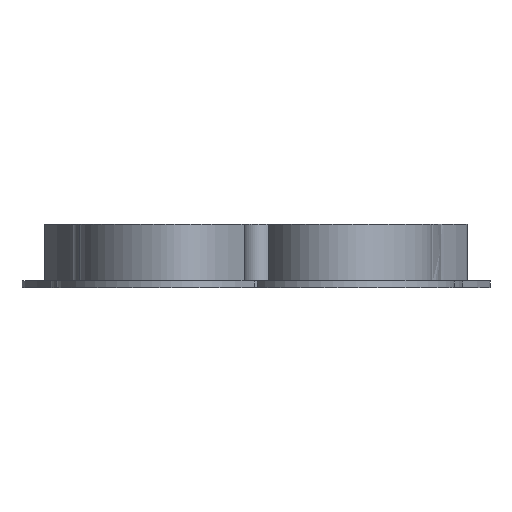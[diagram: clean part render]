
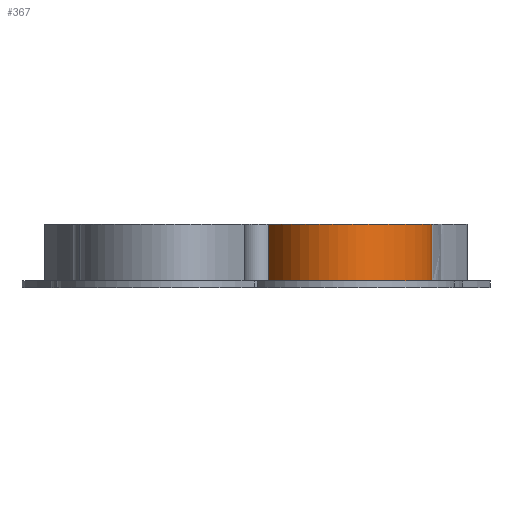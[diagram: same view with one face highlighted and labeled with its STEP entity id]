
A CAD part, front view. The second image highlights one B-rep face of the part: STEP entity #367.
In plain terms, the highlighted free-form (B-spline) face has degree [3, 1] with [21, 2] control points.
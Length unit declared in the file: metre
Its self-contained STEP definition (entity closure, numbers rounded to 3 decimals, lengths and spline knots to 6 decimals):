
#19=LINE('',#593,#37);
#20=LINE('',#706,#38);
#37=VECTOR('',#410,1.);
#38=VECTOR('',#411,1.);
#58=ORIENTED_EDGE('',*,*,#170,.F.);
#59=ORIENTED_EDGE('',*,*,#169,.F.);
#60=ORIENTED_EDGE('',*,*,#171,.T.);
#61=ORIENTED_EDGE('',*,*,#172,.T.);
#169=EDGE_CURVE('',#225,#223,#19,.T.);
#170=EDGE_CURVE('',#223,#226,#262,.T.);
#171=EDGE_CURVE('',#225,#227,#263,.T.);
#172=EDGE_CURVE('',#227,#226,#20,.T.);
#223=VERTEX_POINT('',#541);
#225=VERTEX_POINT('',#592);
#226=VERTEX_POINT('',#670);
#227=VERTEX_POINT('',#705);
#262=B_SPLINE_CURVE_WITH_KNOTS('',3,(#636,#637,#638,#639,#640,#641,#642,
#643,#644,#645,#646,#647,#648,#649,#650,#651,#652,#653,#654,#655,#656,#657,
#658,#659,#660,#661,#662,#663,#664,#665,#666,#667,#668,#669),
 .UNSPECIFIED.,.F.,.F.,(4,1,1,1,1,1,1,1,1,1,1,1,1,1,1,1,1,1,1,1,1,1,1,1,
1,1,1,1,1,1,1,4),(0.526105,0.528067,0.530028,
0.53199,0.533952,0.535913,0.537875,
0.541798,0.545721,0.549645,0.557491,
0.561415,0.565338,0.573185,0.581031,
0.584955,0.588878,0.592801,0.596725,
0.600648,0.604571,0.608495,0.612418,
0.620265,0.628111,0.632035,0.635958,
0.63792,0.639881,0.643805,0.647728,
0.651651),.UNSPECIFIED.);
#263=B_SPLINE_CURVE_WITH_KNOTS('',3,(#671,#672,#673,#674,#675,#676,#677,
#678,#679,#680,#681,#682,#683,#684,#685,#686,#687,#688,#689,#690,#691,#692,
#693,#694,#695,#696,#697,#698,#699,#700,#701,#702,#703,#704),
 .UNSPECIFIED.,.F.,.F.,(4,1,1,1,1,1,1,1,1,1,1,1,1,1,1,1,1,1,1,1,1,1,1,1,
1,1,1,1,1,1,1,4),(0.526105,0.528067,0.530028,
0.53199,0.533952,0.535913,0.537875,
0.541798,0.545721,0.549645,0.557491,
0.561415,0.565338,0.573185,0.581031,
0.584955,0.588878,0.592801,0.596725,
0.600648,0.604571,0.608495,0.612418,
0.620265,0.628111,0.632035,0.635958,
0.63792,0.639881,0.643805,0.647728,
0.651651),.UNSPECIFIED.);
#297=EDGE_LOOP('',(#58,#59,#60,#61));
#323=FACE_BOUND('',#297,.T.);
#349=B_SPLINE_SURFACE_WITH_KNOTS('',3,1,((#594,#595),(#596,#597),(#598,
#599),(#600,#601),(#602,#603),(#604,#605),(#606,#607),(#608,#609),(#610,
#611),(#612,#613),(#614,#615),(#616,#617),(#618,#619),(#620,#621),(#622,
#623),(#624,#625),(#626,#627),(#628,#629),(#630,#631),(#632,#633),(#634,
#635)),.SURF_OF_LINEAR_EXTRUSION.,.F.,.F.,.F.,(4,1,1,1,1,1,1,1,1,1,1,1,
1,1,1,1,1,1,4),(2,2),(0.526105,0.530028,0.533952,
0.541798,0.549645,0.557491,0.565338,
0.573185,0.581031,0.588878,0.596725,
0.604571,0.612418,0.620265,0.628111,
0.635958,0.639881,0.643805,0.651651),
(0.,1.),.UNSPECIFIED.);
#367=ADVANCED_FACE('',(#323),#349,.T.);
#410=DIRECTION('',(0.,0.,-1.));
#411=DIRECTION('',(0.,0.,-1.));
#541=CARTESIAN_POINT('',(0.032163,0.005229,0.));
#592=CARTESIAN_POINT('',(0.032163,0.005229,0.0127));
#593=CARTESIAN_POINT('',(0.032163,0.005229,0.0127));
#594=CARTESIAN_POINT('',(0.032163,0.005229,0.0127));
#595=CARTESIAN_POINT('',(0.032163,0.005229,0.));
#596=CARTESIAN_POINT('',(0.032952,0.00478,0.0127));
#597=CARTESIAN_POINT('',(0.032952,0.00478,0.));
#598=CARTESIAN_POINT('',(0.034502,0.003809,0.0127));
#599=CARTESIAN_POINT('',(0.034502,0.003809,0.));
#600=CARTESIAN_POINT('',(0.037292,0.001456,0.0127));
#601=CARTESIAN_POINT('',(0.037292,0.001456,0.));
#602=CARTESIAN_POINT('',(0.039397,-0.002198,0.0127));
#603=CARTESIAN_POINT('',(0.039397,-0.002198,0.));
#604=CARTESIAN_POINT('',(0.039806,-0.006848,0.0127));
#605=CARTESIAN_POINT('',(0.039806,-0.006848,0.));
#606=CARTESIAN_POINT('',(0.038802,-0.011287,0.0127));
#607=CARTESIAN_POINT('',(0.038802,-0.011287,0.));
#608=CARTESIAN_POINT('',(0.036969,-0.015349,0.0127));
#609=CARTESIAN_POINT('',(0.036969,-0.015349,0.));
#610=CARTESIAN_POINT('',(0.034597,-0.018979,0.0127));
#611=CARTESIAN_POINT('',(0.034597,-0.018979,0.));
#612=CARTESIAN_POINT('',(0.031878,-0.022089,0.0127));
#613=CARTESIAN_POINT('',(0.031878,-0.022089,0.));
#614=CARTESIAN_POINT('',(0.029024,-0.024572,0.0127));
#615=CARTESIAN_POINT('',(0.029024,-0.024572,0.));
#616=CARTESIAN_POINT('',(0.026119,-0.026386,0.0127));
#617=CARTESIAN_POINT('',(0.026119,-0.026386,0.));
#618=CARTESIAN_POINT('',(0.022878,-0.02741,0.0127));
#619=CARTESIAN_POINT('',(0.022878,-0.02741,0.));
#620=CARTESIAN_POINT('',(0.019341,-0.027496,0.0127));
#621=CARTESIAN_POINT('',(0.019341,-0.027496,0.));
#622=CARTESIAN_POINT('',(0.015452,-0.026652,0.0127));
#623=CARTESIAN_POINT('',(0.015452,-0.026652,0.));
#624=CARTESIAN_POINT('',(0.011502,-0.024674,0.0127));
#625=CARTESIAN_POINT('',(0.011502,-0.024674,0.));
#626=CARTESIAN_POINT('',(0.00844,-0.021957,0.0127));
#627=CARTESIAN_POINT('',(0.00844,-0.021957,0.));
#628=CARTESIAN_POINT('',(0.006314,-0.019051,0.0127));
#629=CARTESIAN_POINT('',(0.006314,-0.019051,0.));
#630=CARTESIAN_POINT('',(0.004496,-0.0159,0.0127));
#631=CARTESIAN_POINT('',(0.004496,-0.0159,0.));
#632=CARTESIAN_POINT('',(0.003403,-0.013493,0.0127));
#633=CARTESIAN_POINT('',(0.003403,-0.013493,0.));
#634=CARTESIAN_POINT('',(0.002792,-0.01209,0.0127));
#635=CARTESIAN_POINT('',(0.002792,-0.01209,0.));
#636=CARTESIAN_POINT('',(0.032163,0.005229,0.));
#637=CARTESIAN_POINT('',(0.032557,0.005004,0.));
#638=CARTESIAN_POINT('',(0.03334,0.004536,0.));
#639=CARTESIAN_POINT('',(0.034474,0.003769,0.));
#640=CARTESIAN_POINT('',(0.035542,0.002934,0.));
#641=CARTESIAN_POINT('',(0.036526,0.002007,0.));
#642=CARTESIAN_POINT('',(0.037368,0.001016,0.));
#643=CARTESIAN_POINT('',(0.038306,-0.000378,0.));
#644=CARTESIAN_POINT('',(0.039131,-0.00223,0.));
#645=CARTESIAN_POINT('',(0.039601,-0.004527,0.));
#646=CARTESIAN_POINT('',(0.039639,-0.007585,0.));
#647=CARTESIAN_POINT('',(0.038971,-0.010547,0.));
#648=CARTESIAN_POINT('',(0.037882,-0.013318,0.));
#649=CARTESIAN_POINT('',(0.036575,-0.015954,0.));
#650=CARTESIAN_POINT('',(0.034595,-0.01898,0.));
#651=CARTESIAN_POINT('',(0.032333,-0.021569,0.));
#652=CARTESIAN_POINT('',(0.030447,-0.023334,0.));
#653=CARTESIAN_POINT('',(0.029018,-0.024489,0.));
#654=CARTESIAN_POINT('',(0.027576,-0.025475,0.));
#655=CARTESIAN_POINT('',(0.026076,-0.026288,0.));
#656=CARTESIAN_POINT('',(0.0245,-0.026901,0.));
#657=CARTESIAN_POINT('',(0.022841,-0.027293,0.));
#658=CARTESIAN_POINT('',(0.021108,-0.02745,0.));
#659=CARTESIAN_POINT('',(0.018694,-0.027357,0.));
#660=CARTESIAN_POINT('',(0.015451,-0.026651,0.));
#661=CARTESIAN_POINT('',(0.01216,-0.025006,0.));
#662=CARTESIAN_POINT('',(0.009665,-0.023041,0.));
#663=CARTESIAN_POINT('',(0.008202,-0.021532,0.));
#664=CARTESIAN_POINT('',(0.007108,-0.020143,0.));
#665=CARTESIAN_POINT('',(0.006088,-0.018656,0.));
#666=CARTESIAN_POINT('',(0.00495,-0.016688,0.));
#667=CARTESIAN_POINT('',(0.003768,-0.014296,0.));
#668=CARTESIAN_POINT('',(0.003098,-0.012791,0.));
#669=CARTESIAN_POINT('',(0.002792,-0.01209,0.));
#670=CARTESIAN_POINT('',(0.002792,-0.01209,0.));
#671=CARTESIAN_POINT('',(0.032163,0.005229,0.0127));
#672=CARTESIAN_POINT('',(0.032557,0.005004,0.0127));
#673=CARTESIAN_POINT('',(0.03334,0.004536,0.0127));
#674=CARTESIAN_POINT('',(0.034474,0.003769,0.0127));
#675=CARTESIAN_POINT('',(0.035542,0.002934,0.0127));
#676=CARTESIAN_POINT('',(0.036526,0.002007,0.0127));
#677=CARTESIAN_POINT('',(0.037368,0.001016,0.0127));
#678=CARTESIAN_POINT('',(0.038306,-0.000378,0.0127));
#679=CARTESIAN_POINT('',(0.039131,-0.00223,0.0127));
#680=CARTESIAN_POINT('',(0.039601,-0.004527,0.0127));
#681=CARTESIAN_POINT('',(0.039639,-0.007585,0.0127));
#682=CARTESIAN_POINT('',(0.038971,-0.010547,0.0127));
#683=CARTESIAN_POINT('',(0.037882,-0.013318,0.0127));
#684=CARTESIAN_POINT('',(0.036575,-0.015954,0.0127));
#685=CARTESIAN_POINT('',(0.034595,-0.01898,0.0127));
#686=CARTESIAN_POINT('',(0.032333,-0.021569,0.0127));
#687=CARTESIAN_POINT('',(0.030447,-0.023334,0.0127));
#688=CARTESIAN_POINT('',(0.029018,-0.024489,0.0127));
#689=CARTESIAN_POINT('',(0.027576,-0.025475,0.0127));
#690=CARTESIAN_POINT('',(0.026076,-0.026288,0.0127));
#691=CARTESIAN_POINT('',(0.0245,-0.026901,0.0127));
#692=CARTESIAN_POINT('',(0.022841,-0.027293,0.0127));
#693=CARTESIAN_POINT('',(0.021108,-0.02745,0.0127));
#694=CARTESIAN_POINT('',(0.018694,-0.027357,0.0127));
#695=CARTESIAN_POINT('',(0.015451,-0.026651,0.0127));
#696=CARTESIAN_POINT('',(0.01216,-0.025006,0.0127));
#697=CARTESIAN_POINT('',(0.009665,-0.023041,0.0127));
#698=CARTESIAN_POINT('',(0.008202,-0.021532,0.0127));
#699=CARTESIAN_POINT('',(0.007108,-0.020143,0.0127));
#700=CARTESIAN_POINT('',(0.006088,-0.018656,0.0127));
#701=CARTESIAN_POINT('',(0.00495,-0.016688,0.0127));
#702=CARTESIAN_POINT('',(0.003768,-0.014296,0.0127));
#703=CARTESIAN_POINT('',(0.003098,-0.012791,0.0127));
#704=CARTESIAN_POINT('',(0.002792,-0.01209,0.0127));
#705=CARTESIAN_POINT('',(0.002792,-0.01209,0.0127));
#706=CARTESIAN_POINT('',(0.002792,-0.01209,0.0127));
